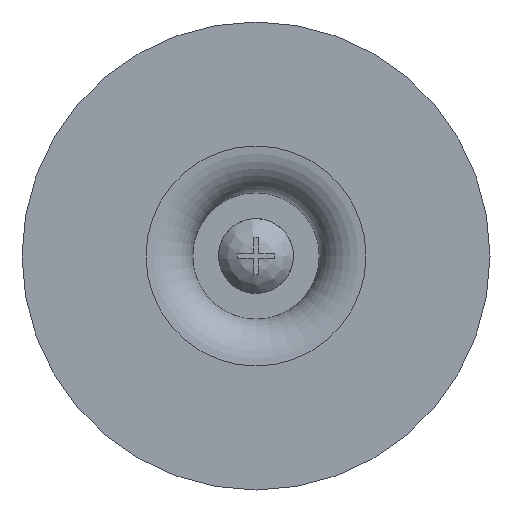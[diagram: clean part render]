
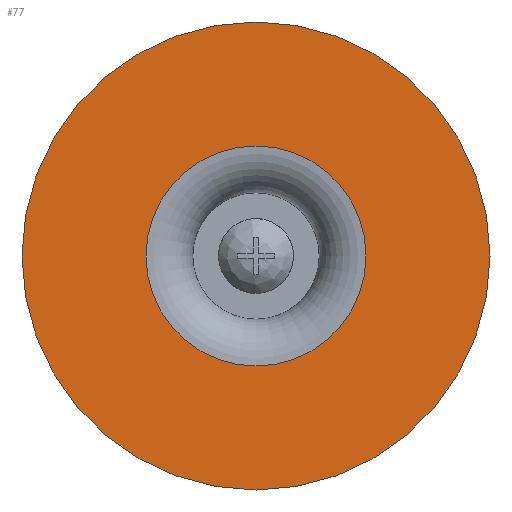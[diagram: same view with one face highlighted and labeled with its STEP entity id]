
A CAD part, front view. The second image highlights one B-rep face of the part: STEP entity #77.
In plain terms, the highlighted planar face has unit normal (0, -1, 0).
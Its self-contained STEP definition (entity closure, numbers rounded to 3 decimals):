
#77 = ADVANCED_FACE( '', ( #191, #192 ), #193, .F. );
#191 = FACE_BOUND( '', #380, .T. );
#192 = FACE_OUTER_BOUND( '', #381, .T. );
#193 = PLANE( '', #382 );
#380 = EDGE_LOOP( '', ( #552 ) );
#381 = EDGE_LOOP( '', ( #553 ) );
#382 = AXIS2_PLACEMENT_3D( '', #554, #555, #556 );
#552 = ORIENTED_EDGE( '', *, *, #889, .F. );
#553 = ORIENTED_EDGE( '', *, *, #899, .T. );
#554 = CARTESIAN_POINT( '', ( 25., 0., 0. ) );
#555 = DIRECTION( '', ( 0., 1., 0. ) );
#556 = DIRECTION( '', ( 0., 0., 1. ) );
#889 = EDGE_CURVE( '', #1040, #1040, #1041, .T. );
#899 = EDGE_CURVE( '', #1057, #1057, #1058, .T. );
#1040 = VERTEX_POINT( '', #1327 );
#1041 = CIRCLE( '', #1328, 11.75 );
#1057 = VERTEX_POINT( '', #1344 );
#1058 = CIRCLE( '', #1345, 25. );
#1327 = CARTESIAN_POINT( '', ( 0., 0., -11.75 ) );
#1328 = AXIS2_PLACEMENT_3D( '', #1595, #1596, #1597 );
#1344 = CARTESIAN_POINT( '', ( 0., 0., -25. ) );
#1345 = AXIS2_PLACEMENT_3D( '', #1619, #1620, #1621 );
#1595 = CARTESIAN_POINT( '', ( 0., 0., 0. ) );
#1596 = DIRECTION( '', ( 0., -1., 0. ) );
#1597 = DIRECTION( '', ( 0., 0., -1. ) );
#1619 = CARTESIAN_POINT( '', ( 0., 0., 0. ) );
#1620 = DIRECTION( '', ( 0., -1., 0. ) );
#1621 = DIRECTION( '', ( 0., 0., -1. ) );
